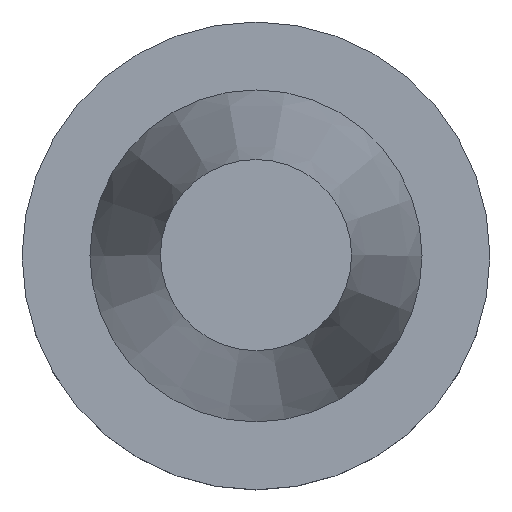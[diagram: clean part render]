
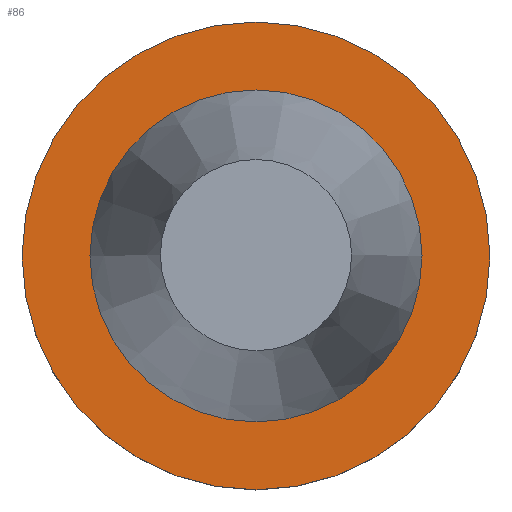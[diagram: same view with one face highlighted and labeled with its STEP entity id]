
A CAD part, top view. The second image highlights one B-rep face of the part: STEP entity #86.
In plain terms, the highlighted planar face has unit normal (0, 0, 1).
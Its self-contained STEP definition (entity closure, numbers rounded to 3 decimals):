
#36 = CARTESIAN_POINT ( 'NONE',  ( 0., 49.215, -1.5 ) ) ;
#46 = AXIS2_PLACEMENT_3D ( 'NONE', #249, #368, #121 ) ;
#84 = AXIS2_PLACEMENT_3D ( 'NONE', #349, #383, #292 ) ;
#86 = ADVANCED_FACE ( 'NONE', ( #194, #370 ), #197, .F. ) ;
#108 = VERTEX_POINT ( 'NONE', #348 ) ;
#121 = DIRECTION ( 'NONE',  ( 1., 0., 0. ) ) ;
#153 = ORIENTED_EDGE ( 'NONE', *, *, #388, .F. ) ;
#165 = AXIS2_PLACEMENT_3D ( 'NONE', #36, #284, #252 ) ;
#194 = FACE_BOUND ( 'NONE', #257, .T. ) ;
#197 = PLANE ( 'NONE',  #165 ) ;
#238 = ORIENTED_EDGE ( 'NONE', *, *, #319, .T. ) ;
#249 = CARTESIAN_POINT ( 'NONE',  ( 0., 0., -1.5 ) ) ;
#251 = VERTEX_POINT ( 'NONE', #371 ) ;
#252 = DIRECTION ( 'NONE',  ( -1., 0., 0. ) ) ;
#254 = CIRCLE ( 'NONE', #84, 49.215 ) ;
#257 = EDGE_LOOP ( 'NONE', ( #153 ) ) ;
#265 = EDGE_LOOP ( 'NONE', ( #238 ) ) ;
#284 = DIRECTION ( 'NONE',  ( 0., 0., -1. ) ) ;
#292 = DIRECTION ( 'NONE',  ( 1., 0., 0. ) ) ;
#319 = EDGE_CURVE ( 'NONE', #251, #251, #254, .T. ) ;
#348 = CARTESIAN_POINT ( 'NONE',  ( 34.925, 0., -1.5 ) ) ;
#349 = CARTESIAN_POINT ( 'NONE',  ( 0., 0., -1.5 ) ) ;
#354 = CIRCLE ( 'NONE', #46, 34.925 ) ;
#368 = DIRECTION ( 'NONE',  ( 0., 0., 1. ) ) ;
#370 = FACE_OUTER_BOUND ( 'NONE', #265, .T. ) ;
#371 = CARTESIAN_POINT ( 'NONE',  ( 49.215, 0., -1.5 ) ) ;
#383 = DIRECTION ( 'NONE',  ( 0., 0., 1. ) ) ;
#388 = EDGE_CURVE ( 'NONE', #108, #108, #354, .T. ) ;
